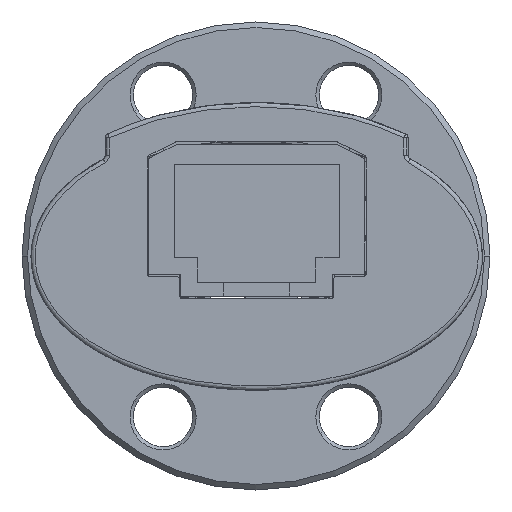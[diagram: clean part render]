
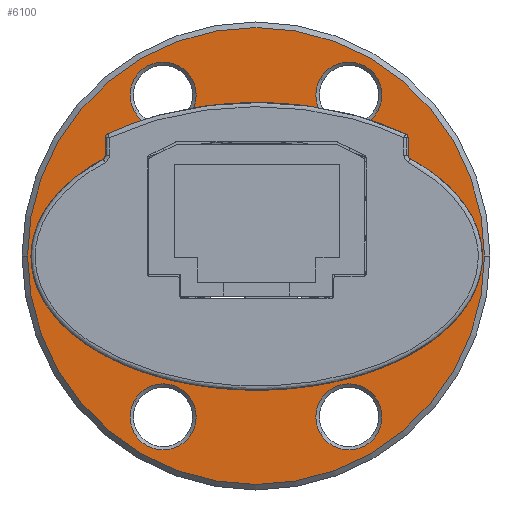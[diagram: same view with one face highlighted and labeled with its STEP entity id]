
A CAD part, left-side view. The second image highlights one B-rep face of the part: STEP entity #6100.
In plain terms, the highlighted planar face has unit normal (-1, 0, 0).
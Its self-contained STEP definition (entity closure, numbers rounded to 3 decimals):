
#4783=CARTESIAN_POINT('',(22.88,9.35,0.05));
#4784=VERTEX_POINT('',#4783);
#4793=CARTESIAN_POINT('',(22.88,-9.25,0.05));
#4794=VERTEX_POINT('',#4793);
#4795=CARTESIAN_POINT('',(22.88,0.05,0.05));
#4796=DIRECTION('',(1.0,0.0,0.0));
#4797=DIRECTION('',(0.0,1.0,0.0));
#4798=AXIS2_PLACEMENT_3D('',#4795,#4796,#4797);
#4799=CIRCLE('',#4798,9.3);
#4800=EDGE_CURVE('',#4794,#4784,#4799,.T.);
#4825=CARTESIAN_POINT('',(22.88,-16.55,0.05));
#4826=VERTEX_POINT('',#4825);
#4835=CARTESIAN_POINT('',(22.88,16.65,0.05));
#4836=VERTEX_POINT('',#4835);
#4837=CARTESIAN_POINT('',(22.88,0.05,0.05));
#4838=DIRECTION('',(1.0,0.0,0.0));
#4839=DIRECTION('',(0.0,-1.0,0.0));
#4840=AXIS2_PLACEMENT_3D('',#4837,#4838,#4839);
#4841=CIRCLE('',#4840,16.6);
#4842=EDGE_CURVE('',#4826,#4836,#4841,.T.);
#5019=CARTESIAN_POINT('',(22.88,13.55,-2.35));
#5020=VERTEX_POINT('',#5019);
#5036=CARTESIAN_POINT('',(22.88,13.55,2.45));
#5037=VERTEX_POINT('',#5036);
#5044=CARTESIAN_POINT('',(22.88,13.55,0.05));
#5045=DIRECTION('',(-1.0,0.0,0.0));
#5046=DIRECTION('',(0.0,0.0,-1.0));
#5047=AXIS2_PLACEMENT_3D('',#5044,#5045,#5046);
#5048=CIRCLE('',#5047,2.4);
#5049=EDGE_CURVE('',#5037,#5020,#5048,.T.);
#5158=CARTESIAN_POINT('',(22.88,8.878,10.541));
#5159=VERTEX_POINT('',#5158);
#5175=CARTESIAN_POINT('',(22.88,4.722,12.941));
#5176=VERTEX_POINT('',#5175);
#5183=CARTESIAN_POINT('',(22.88,6.8,11.741));
#5184=DIRECTION('',(-1.0,0.,0.));
#5185=DIRECTION('',(0.,0.866,-0.5));
#5186=AXIS2_PLACEMENT_3D('',#5183,#5184,#5185);
#5187=CIRCLE('',#5186,2.4);
#5188=EDGE_CURVE('',#5176,#5159,#5187,.T.);
#5297=CARTESIAN_POINT('',(22.88,-4.622,12.941));
#5298=VERTEX_POINT('',#5297);
#5314=CARTESIAN_POINT('',(22.88,-8.778,10.541));
#5315=VERTEX_POINT('',#5314);
#5322=CARTESIAN_POINT('',(22.88,-6.7,11.741));
#5323=DIRECTION('',(-1.0,0.,0.));
#5324=DIRECTION('',(0.,0.866,0.5));
#5325=AXIS2_PLACEMENT_3D('',#5322,#5323,#5324);
#5326=CIRCLE('',#5325,2.4);
#5327=EDGE_CURVE('',#5315,#5298,#5326,.T.);
#5436=CARTESIAN_POINT('',(22.88,-13.45,2.45));
#5437=VERTEX_POINT('',#5436);
#5453=CARTESIAN_POINT('',(22.88,-13.45,-2.35));
#5454=VERTEX_POINT('',#5453);
#5461=CARTESIAN_POINT('',(22.88,-13.45,0.05));
#5462=DIRECTION('',(-1.0,0.0,0.0));
#5463=DIRECTION('',(0.0,0.0,1.0));
#5464=AXIS2_PLACEMENT_3D('',#5461,#5462,#5463);
#5465=CIRCLE('',#5464,2.4);
#5466=EDGE_CURVE('',#5454,#5437,#5465,.T.);
#5575=CARTESIAN_POINT('',(22.88,-8.778,-10.441));
#5576=VERTEX_POINT('',#5575);
#5592=CARTESIAN_POINT('',(22.88,-4.622,-12.841));
#5593=VERTEX_POINT('',#5592);
#5600=CARTESIAN_POINT('',(22.88,-6.7,-11.641));
#5601=DIRECTION('',(-1.0,0.,0.));
#5602=DIRECTION('',(0.,-0.866,0.5));
#5603=AXIS2_PLACEMENT_3D('',#5600,#5601,#5602);
#5604=CIRCLE('',#5603,2.4);
#5605=EDGE_CURVE('',#5593,#5576,#5604,.T.);
#5714=CARTESIAN_POINT('',(22.88,4.722,-12.841));
#5715=VERTEX_POINT('',#5714);
#5731=CARTESIAN_POINT('',(22.88,8.878,-10.441));
#5732=VERTEX_POINT('',#5731);
#5739=CARTESIAN_POINT('',(22.88,6.8,-11.641));
#5740=DIRECTION('',(-1.0,0.,0.));
#5741=DIRECTION('',(0.,-0.866,-0.5));
#5742=AXIS2_PLACEMENT_3D('',#5739,#5740,#5741);
#5743=CIRCLE('',#5742,2.4);
#5744=EDGE_CURVE('',#5732,#5715,#5743,.T.);
#6009=CARTESIAN_POINT('',(22.88,6.8,-11.641));
#6010=DIRECTION('',(-1.0,0.,0.));
#6011=DIRECTION('',(0.,-0.866,-0.5));
#6012=AXIS2_PLACEMENT_3D('',#6009,#6010,#6011);
#6013=CIRCLE('',#6012,2.4);
#6014=EDGE_CURVE('',#5715,#5732,#6013,.T.);
#6021=CARTESIAN_POINT('',(22.88,13.2,0.05));
#6022=DIRECTION('',(-1.0,0.0,0.0));
#6023=DIRECTION('',(0.0,0.0,1.0));
#6024=AXIS2_PLACEMENT_3D('',#6021,#6022,#6023);
#6025=PLANE('',#6024);
#6026=CARTESIAN_POINT('',(22.88,0.05,0.05));
#6027=DIRECTION('',(1.0,0.0,0.0));
#6028=DIRECTION('',(0.0,-1.0,0.0));
#6029=AXIS2_PLACEMENT_3D('',#6026,#6027,#6028);
#6030=CIRCLE('',#6029,16.6);
#6031=EDGE_CURVE('',#4836,#4826,#6030,.T.);
#6032=ORIENTED_EDGE('',*,*,#6031,.F.);
#6033=ORIENTED_EDGE('',*,*,#4842,.F.);
#6034=EDGE_LOOP('',(#6032,#6033));
#6035=FACE_OUTER_BOUND('',#6034,.T.);
#6036=ORIENTED_EDGE('',*,*,#5605,.F.);
#6037=CARTESIAN_POINT('',(22.88,-6.7,-11.641));
#6038=DIRECTION('',(-1.0,0.,0.));
#6039=DIRECTION('',(0.,-0.866,0.5));
#6040=AXIS2_PLACEMENT_3D('',#6037,#6038,#6039);
#6041=CIRCLE('',#6040,2.4);
#6042=EDGE_CURVE('',#5576,#5593,#6041,.T.);
#6043=ORIENTED_EDGE('',*,*,#6042,.F.);
#6044=EDGE_LOOP('',(#6036,#6043));
#6045=FACE_BOUND('',#6044,.T.);
#6046=ORIENTED_EDGE('',*,*,#5327,.F.);
#6047=CARTESIAN_POINT('',(22.88,-6.7,11.741));
#6048=DIRECTION('',(-1.0,0.,0.));
#6049=DIRECTION('',(0.,0.866,0.5));
#6050=AXIS2_PLACEMENT_3D('',#6047,#6048,#6049);
#6051=CIRCLE('',#6050,2.4);
#6052=EDGE_CURVE('',#5298,#5315,#6051,.T.);
#6053=ORIENTED_EDGE('',*,*,#6052,.F.);
#6054=EDGE_LOOP('',(#6046,#6053));
#6055=FACE_BOUND('',#6054,.T.);
#6056=ORIENTED_EDGE('',*,*,#5049,.F.);
#6057=CARTESIAN_POINT('',(22.88,13.55,0.05));
#6058=DIRECTION('',(-1.0,0.0,0.0));
#6059=DIRECTION('',(0.0,0.0,-1.0));
#6060=AXIS2_PLACEMENT_3D('',#6057,#6058,#6059);
#6061=CIRCLE('',#6060,2.4);
#6062=EDGE_CURVE('',#5020,#5037,#6061,.T.);
#6063=ORIENTED_EDGE('',*,*,#6062,.F.);
#6064=EDGE_LOOP('',(#6056,#6063));
#6065=FACE_BOUND('',#6064,.T.);
#6066=CARTESIAN_POINT('',(22.88,0.05,0.05));
#6067=DIRECTION('',(1.0,0.0,0.0));
#6068=DIRECTION('',(0.0,1.0,0.0));
#6069=AXIS2_PLACEMENT_3D('',#6066,#6067,#6068);
#6070=CIRCLE('',#6069,9.3);
#6071=EDGE_CURVE('',#4784,#4794,#6070,.T.);
#6072=ORIENTED_EDGE('',*,*,#6071,.T.);
#6073=ORIENTED_EDGE('',*,*,#4800,.T.);
#6074=EDGE_LOOP('',(#6072,#6073));
#6075=FACE_BOUND('',#6074,.T.);
#6076=ORIENTED_EDGE('',*,*,#5188,.F.);
#6077=CARTESIAN_POINT('',(22.88,6.8,11.741));
#6078=DIRECTION('',(-1.0,0.,0.));
#6079=DIRECTION('',(0.,0.866,-0.5));
#6080=AXIS2_PLACEMENT_3D('',#6077,#6078,#6079);
#6081=CIRCLE('',#6080,2.4);
#6082=EDGE_CURVE('',#5159,#5176,#6081,.T.);
#6083=ORIENTED_EDGE('',*,*,#6082,.F.);
#6084=EDGE_LOOP('',(#6076,#6083));
#6085=FACE_BOUND('',#6084,.T.);
#6086=ORIENTED_EDGE('',*,*,#5466,.F.);
#6087=CARTESIAN_POINT('',(22.88,-13.45,0.05));
#6088=DIRECTION('',(-1.0,0.0,0.0));
#6089=DIRECTION('',(0.0,0.0,1.0));
#6090=AXIS2_PLACEMENT_3D('',#6087,#6088,#6089);
#6091=CIRCLE('',#6090,2.4);
#6092=EDGE_CURVE('',#5437,#5454,#6091,.T.);
#6093=ORIENTED_EDGE('',*,*,#6092,.F.);
#6094=EDGE_LOOP('',(#6086,#6093));
#6095=FACE_BOUND('',#6094,.T.);
#6096=ORIENTED_EDGE('',*,*,#5744,.F.);
#6097=ORIENTED_EDGE('',*,*,#6014,.F.);
#6098=EDGE_LOOP('',(#6096,#6097));
#6099=FACE_BOUND('',#6098,.T.);
#6100=ADVANCED_FACE('',(#6035,#6045,#6055,#6065,#6075,#6085,#6095,#6099),#6025,.T.);
